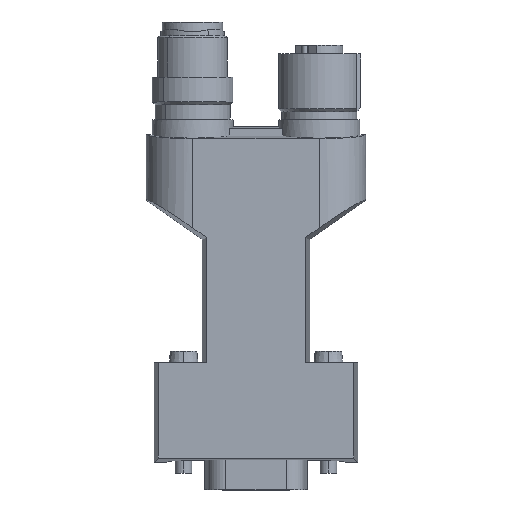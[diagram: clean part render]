
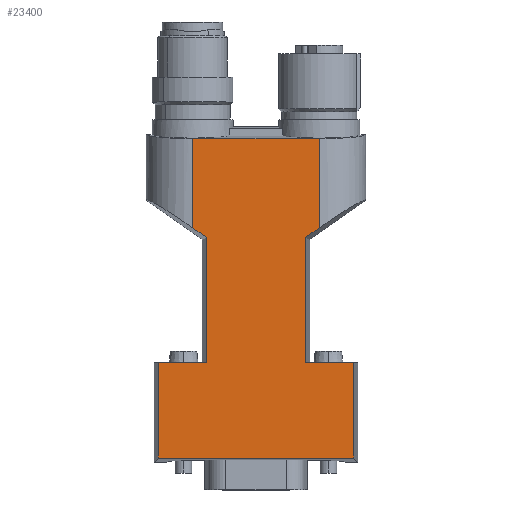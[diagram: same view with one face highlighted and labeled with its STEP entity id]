
A CAD part, top view. The second image highlights one B-rep face of the part: STEP entity #23400.
In plain terms, the highlighted face is planar.
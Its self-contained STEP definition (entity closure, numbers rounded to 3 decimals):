
#1440=CARTESIAN_POINT('',(-166.388,-54.254,
-82.712));
#1450=VERTEX_POINT('',#1440);
#1480=CARTESIAN_POINT('',(0.,-54.254,-82.712));
#1490=DIRECTION('',(1.,0.,0.));
#1500=VECTOR('',#1490,1.);
#1510=LINE('',#1480,#1500);
#1520=CARTESIAN_POINT('',(-174.721,-54.254,
-82.712));
#1530=VERTEX_POINT('',#1520);
#1540=EDGE_CURVE('',#1530,#1450,#1510,.T.);
#6400=CARTESIAN_POINT('',(-200.152,0.,-82.712));
#6410=DIRECTION('',(0.,-1.,0.));
#6420=VECTOR('',#6410,1.);
#6430=LINE('',#6400,#6420);
#6440=CARTESIAN_POINT('',(-200.152,-37.805,
-82.712));
#6450=VERTEX_POINT('',#6440);
#6460=CARTESIAN_POINT('',(-200.152,-54.254,
-82.712));
#6470=VERTEX_POINT('',#6460);
#6480=EDGE_CURVE('',#6450,#6470,#6430,.T.);
#10200=CARTESIAN_POINT('',(-191.819,-54.254,
-82.712));
#10210=VERTEX_POINT('',#10200);
#10240=CARTESIAN_POINT('',(0.,-54.254,-82.712));
#10250=DIRECTION('',(1.,0.,0.));
#10260=VECTOR('',#10250,1.);
#10270=LINE('',#10240,#10260);
#10280=EDGE_CURVE('',#6470,#10210,#10270,.T.);
#16460=CARTESIAN_POINT('',(0.,-37.805,-82.712));
#16470=DIRECTION('',(1.,0.,0.));
#16480=VECTOR('',#16470,1.);
#16490=LINE('',#16460,#16480);
#16500=CARTESIAN_POINT('',(-166.388,-37.805,
-82.712));
#16510=VERTEX_POINT('',#16500);
#16520=EDGE_CURVE('',#6450,#16510,#16490,.T.);
#17300=CARTESIAN_POINT('',(-172.345,-77.524,
-82.712));
#17310=VERTEX_POINT('',#17300);
#17390=CARTESIAN_POINT('',(-174.721,-75.86,
-82.712));
#17400=VERTEX_POINT('',#17390);
#17430=CARTESIAN_POINT('',(0.,-198.201,-82.712));
#17440=DIRECTION('',(-0.819,0.574,0.));
#17450=VECTOR('',#17440,1.);
#17460=LINE('',#17430,#17450);
#17470=EDGE_CURVE('',#17310,#17400,#17460,.T.);
#18000=CARTESIAN_POINT('',(-191.819,-75.86,
-82.712));
#18010=VERTEX_POINT('',#18000);
#18100=CARTESIAN_POINT('',(-194.195,-77.524,
-82.712));
#18110=VERTEX_POINT('',#18100);
#18140=CARTESIAN_POINT('',(0.,58.453,-82.712));
#18150=DIRECTION('',(0.819,0.574,0.));
#18160=VECTOR('',#18150,1.);
#18170=LINE('',#18140,#18160);
#18180=EDGE_CURVE('',#18110,#18010,#18170,.T.);
#18870=CARTESIAN_POINT('',(-194.195,-92.926,
-82.712));
#18880=VERTEX_POINT('',#18870);
#18910=CARTESIAN_POINT('',(-194.195,-81.591,
-82.712));
#18920=DIRECTION('',(0.,-1.,0.));
#18930=VECTOR('',#18920,1.);
#18940=LINE('',#18910,#18930);
#18950=EDGE_CURVE('',#18110,#18880,#18940,.T.);
#21060=CARTESIAN_POINT('',(-172.345,-81.591,
-82.712));
#21070=DIRECTION('',(0.,-1.,0.));
#21080=VECTOR('',#21070,1.);
#21090=LINE('',#21060,#21080);
#21100=CARTESIAN_POINT('',(-172.345,-92.926,
-82.712));
#21110=VERTEX_POINT('',#21100);
#21120=EDGE_CURVE('',#17310,#21110,#21090,.T.);
#21710=CARTESIAN_POINT('',(-174.721,0.,-82.712));
#21720=DIRECTION('',(0.,-1.,0.));
#21730=VECTOR('',#21720,1.);
#21740=LINE('',#21710,#21730);
#21750=EDGE_CURVE('',#1530,#17400,#21740,.T.);
#22110=CARTESIAN_POINT('',(-128.583,-92.926,
-82.712));
#22120=DIRECTION('',(1.,0.,0.));
#22130=VECTOR('',#22120,1.);
#22140=LINE('',#22110,#22130);
#22150=EDGE_CURVE('',#18880,#21110,#22140,.T.);
#23110=CARTESIAN_POINT('',(-193.87,-108.618,
-82.712));
#23120=DIRECTION('',(0.,0.,-1.));
#23130=DIRECTION('',(0.,1.,0.));
#23140=AXIS2_PLACEMENT_3D('',#23110,#23120,#23130);
#23150=PLANE('',#23140);
#23160=ORIENTED_EDGE('',*,*,#21750,.T.);
#23170=ORIENTED_EDGE('',*,*,#1540,.F.);
#23180=CARTESIAN_POINT('',(-166.388,0.,-82.712));
#23190=DIRECTION('',(0.,1.,0.));
#23200=VECTOR('',#23190,1.);
#23210=LINE('',#23180,#23200);
#23220=EDGE_CURVE('',#1450,#16510,#23210,.T.);
#23230=ORIENTED_EDGE('',*,*,#23220,.F.);
#23240=ORIENTED_EDGE('',*,*,#16520,.T.);
#23250=ORIENTED_EDGE('',*,*,#6480,.F.);
#23260=ORIENTED_EDGE('',*,*,#10280,.F.);
#23270=CARTESIAN_POINT('',(-191.819,0.,-82.712));
#23280=DIRECTION('',(0.,-1.,0.));
#23290=VECTOR('',#23280,1.);
#23300=LINE('',#23270,#23290);
#23310=EDGE_CURVE('',#10210,#18010,#23300,.T.);
#23320=ORIENTED_EDGE('',*,*,#23310,.F.);
#23330=ORIENTED_EDGE('',*,*,#18180,.T.);
#23340=ORIENTED_EDGE('',*,*,#18950,.F.);
#23350=ORIENTED_EDGE('',*,*,#22150,.F.);
#23360=ORIENTED_EDGE('',*,*,#21120,.T.);
#23370=ORIENTED_EDGE('',*,*,#17470,.F.);
#23380=EDGE_LOOP('',(#23370,#23360,#23350,#23340,#23330,#23320,#23260,
#23250,#23240,#23230,#23170,#23160));
#23390=FACE_OUTER_BOUND('',#23380,.T.);
#23400=ADVANCED_FACE('',(#23390),#23150,.T.);
